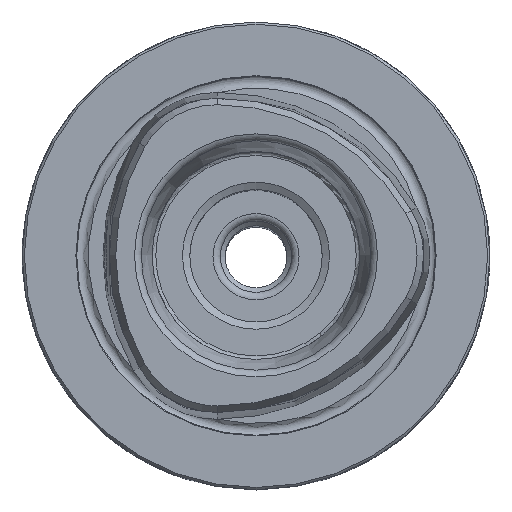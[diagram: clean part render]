
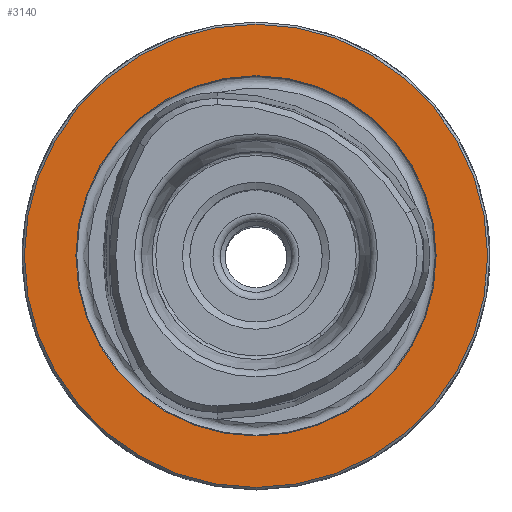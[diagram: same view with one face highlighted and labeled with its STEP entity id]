
A CAD part, top view. The second image highlights one B-rep face of the part: STEP entity #3140.
In plain terms, the highlighted planar face has unit normal (0, 0, 1).
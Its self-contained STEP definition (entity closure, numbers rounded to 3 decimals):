
#612=ORIENTED_EDGE('',*,*,#1013,.F.);
#613=ORIENTED_EDGE('',*,*,#1014,.T.);
#1013=EDGE_CURVE('',#1227,#1227,#1361,.T.);
#1014=EDGE_CURVE('',#1228,#1228,#1362,.T.);
#1227=VERTEX_POINT('',#4798);
#1228=VERTEX_POINT('',#4801);
#1361=CIRCLE('',#3378,24.264);
#1362=CIRCLE('',#3380,31.2);
#1511=EDGE_LOOP('',(#612));
#1512=EDGE_LOOP('',(#613));
#1766=FACE_BOUND('',#1511,.T.);
#1767=FACE_BOUND('',#1512,.T.);
#1947=PLANE('',#3379);
#3140=ADVANCED_FACE('',(#1766,#1767),#1947,.T.);
#3378=AXIS2_PLACEMENT_3D('',#4797,#3846,#3847);
#3379=AXIS2_PLACEMENT_3D('',#4799,#3848,#3849);
#3380=AXIS2_PLACEMENT_3D('',#4800,#3850,#3851);
#3846=DIRECTION('',(0.,0.,1.));
#3847=DIRECTION('',(1.,0.,0.));
#3848=DIRECTION('',(0.,0.,1.));
#3849=DIRECTION('',(1.,0.,0.));
#3850=DIRECTION('',(0.,0.,1.));
#3851=DIRECTION('',(1.,0.,0.));
#4797=CARTESIAN_POINT('',(0.,0.,0.));
#4798=CARTESIAN_POINT('',(24.264,0.,0.));
#4799=CARTESIAN_POINT('',(24.2,0.,0.));
#4800=CARTESIAN_POINT('',(0.,0.,0.));
#4801=CARTESIAN_POINT('',(31.2,0.,0.));
